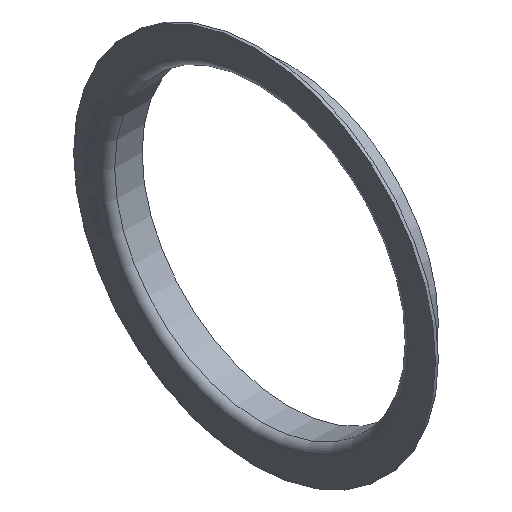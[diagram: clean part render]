
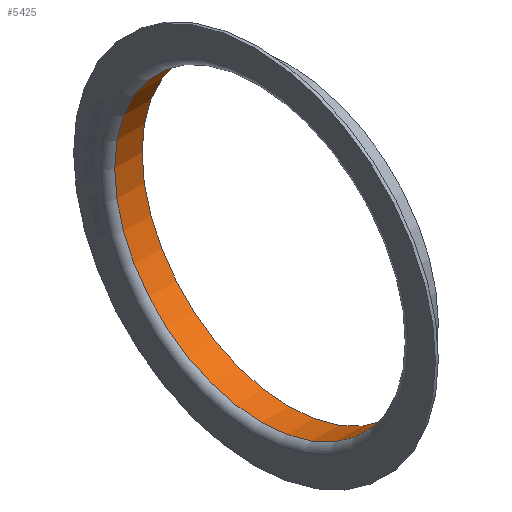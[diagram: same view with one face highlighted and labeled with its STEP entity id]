
A CAD part, isometric view. The second image highlights one B-rep face of the part: STEP entity #5425.
In plain terms, the highlighted cylindrical face has radius 150 mm (diameter 300 mm), a full revolution.
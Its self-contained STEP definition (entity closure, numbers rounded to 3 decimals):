
#190 = DIRECTION ( 'NONE',  ( -1., 0., 0. ) ) ;
#572 = EDGE_CURVE ( 'NONE', #14701, #14701, #16228, .T. ) ;
#1284 = ORIENTED_EDGE ( 'NONE', *, *, #7353, .F. ) ;
#1583 = CARTESIAN_POINT ( 'NONE',  ( 7., 0., 0. ) ) ;
#1735 = AXIS2_PLACEMENT_3D ( 'NONE', #3032, #6706, #15523 ) ;
#1821 = ORIENTED_EDGE ( 'NONE', *, *, #572, .T. ) ;
#2000 = CARTESIAN_POINT ( 'NONE',  ( 7., 0., 150. ) ) ;
#3032 = CARTESIAN_POINT ( 'NONE',  ( 0., 0., 0. ) ) ;
#5213 = DIRECTION ( 'NONE',  ( 0., 0., 1. ) ) ;
#5425 = ADVANCED_FACE ( 'NONE', ( #6542, #14184 ), #9228, .F. ) ;
#6542 = FACE_OUTER_BOUND ( 'NONE', #16315, .T. ) ;
#6706 = DIRECTION ( 'NONE',  ( -1., 0., 0. ) ) ;
#7162 = EDGE_LOOP ( 'NONE', ( #1821 ) ) ;
#7353 = EDGE_CURVE ( 'NONE', #11726, #11726, #14070, .T. ) ;
#8417 = CARTESIAN_POINT ( 'NONE',  ( 35., 0., 150. ) ) ;
#9000 = AXIS2_PLACEMENT_3D ( 'NONE', #1583, #190, #5213 ) ;
#9228 = CYLINDRICAL_SURFACE ( 'NONE', #1735, 150. ) ;
#9274 = DIRECTION ( 'NONE',  ( 0., 0., 1. ) ) ;
#11658 = AXIS2_PLACEMENT_3D ( 'NONE', #14703, #12034, #9274 ) ;
#11726 = VERTEX_POINT ( 'NONE', #8417 ) ;
#12034 = DIRECTION ( 'NONE',  ( -1., 0., 0. ) ) ;
#14070 = CIRCLE ( 'NONE', #11658, 150. ) ;
#14184 = FACE_OUTER_BOUND ( 'NONE', #7162, .T. ) ;
#14701 = VERTEX_POINT ( 'NONE', #2000 ) ;
#14703 = CARTESIAN_POINT ( 'NONE',  ( 35., 0., 0. ) ) ;
#15523 = DIRECTION ( 'NONE',  ( 0., 0., 1. ) ) ;
#16228 = CIRCLE ( 'NONE', #9000, 150. ) ;
#16315 = EDGE_LOOP ( 'NONE', ( #1284 ) ) ;
